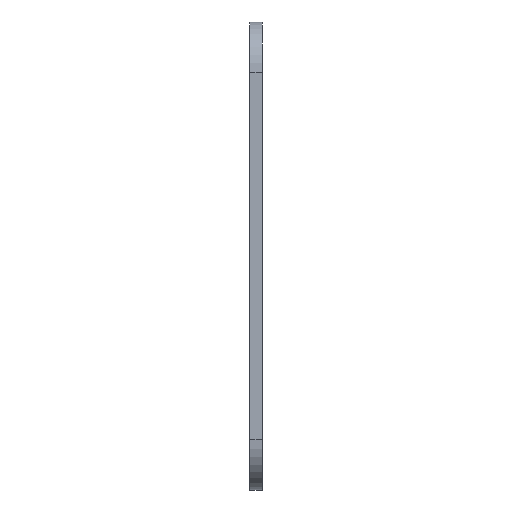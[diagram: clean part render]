
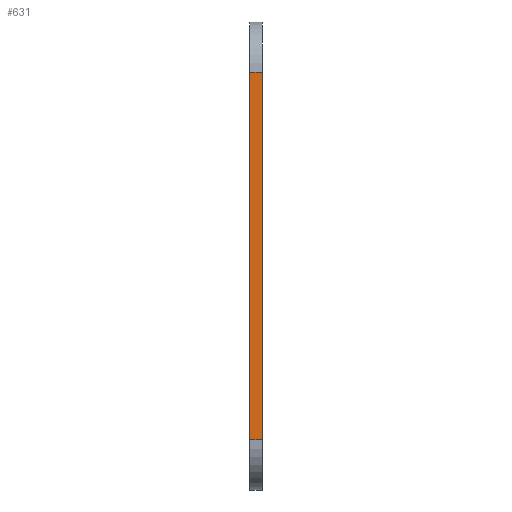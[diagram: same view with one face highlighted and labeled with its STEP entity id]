
A CAD part, left-side view. The second image highlights one B-rep face of the part: STEP entity #631.
In plain terms, the highlighted planar face has unit normal (-1, 0, 0).
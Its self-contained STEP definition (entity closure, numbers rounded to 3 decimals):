
#6 = EDGE_CURVE ( 'NONE', #579, #202, #674, .T. ) ;
#40 = CARTESIAN_POINT ( 'NONE',  ( 0., 0., -7.5 ) ) ;
#98 = DIRECTION ( 'NONE',  ( 1., 0., 0. ) ) ;
#107 = CARTESIAN_POINT ( 'NONE',  ( 0., 1.8, -62.5 ) ) ;
#137 = ORIENTED_EDGE ( 'NONE', *, *, #729, .T. ) ;
#142 = EDGE_LOOP ( 'NONE', ( #442, #398, #275, #137 ) ) ;
#202 = VERTEX_POINT ( 'NONE', #851 ) ;
#207 = DIRECTION ( 'NONE',  ( 0., 1., 0. ) ) ;
#209 = CARTESIAN_POINT ( 'NONE',  ( 0., 1.8, -62.5 ) ) ;
#228 = LINE ( 'NONE', #633, #1068 ) ;
#242 = EDGE_CURVE ( 'NONE', #801, #202, #715, .T. ) ;
#254 = VECTOR ( 'NONE', #418, 1000. ) ;
#260 = VECTOR ( 'NONE', #207, 1000. ) ;
#275 = ORIENTED_EDGE ( 'NONE', *, *, #6, .F. ) ;
#314 = VECTOR ( 'NONE', #787, 1000. ) ;
#345 = PLANE ( 'NONE',  #446 ) ;
#365 = CARTESIAN_POINT ( 'NONE',  ( 0., 1.8, 0. ) ) ;
#385 = LINE ( 'NONE', #209, #314 ) ;
#398 = ORIENTED_EDGE ( 'NONE', *, *, #242, .T. ) ;
#418 = DIRECTION ( 'NONE',  ( 0., 0., 1. ) ) ;
#442 = ORIENTED_EDGE ( 'NONE', *, *, #1030, .T. ) ;
#446 = AXIS2_PLACEMENT_3D ( 'NONE', #365, #98, #760 ) ;
#579 = VERTEX_POINT ( 'NONE', #107 ) ;
#597 = FACE_OUTER_BOUND ( 'NONE', #142, .T. ) ;
#631 = ADVANCED_FACE ( 'NONE', ( #597 ), #345, .F. ) ;
#633 = CARTESIAN_POINT ( 'NONE',  ( 0., 0., 0. ) ) ;
#674 = LINE ( 'NONE', #757, #254 ) ;
#698 = CARTESIAN_POINT ( 'NONE',  ( 0., 0., -62.5 ) ) ;
#715 = LINE ( 'NONE', #1043, #260 ) ;
#718 = DIRECTION ( 'NONE',  ( 0., 0., 1. ) ) ;
#729 = EDGE_CURVE ( 'NONE', #579, #1075, #385, .T. ) ;
#757 = CARTESIAN_POINT ( 'NONE',  ( 0., 1.8, 0. ) ) ;
#760 = DIRECTION ( 'NONE',  ( 0., 0., -1. ) ) ;
#787 = DIRECTION ( 'NONE',  ( 0., -1., 0. ) ) ;
#801 = VERTEX_POINT ( 'NONE', #40 ) ;
#851 = CARTESIAN_POINT ( 'NONE',  ( 0., 1.8, -7.5 ) ) ;
#1030 = EDGE_CURVE ( 'NONE', #1075, #801, #228, .T. ) ;
#1043 = CARTESIAN_POINT ( 'NONE',  ( 0., 1.8, -7.5 ) ) ;
#1068 = VECTOR ( 'NONE', #718, 1000. ) ;
#1075 = VERTEX_POINT ( 'NONE', #698 ) ;
